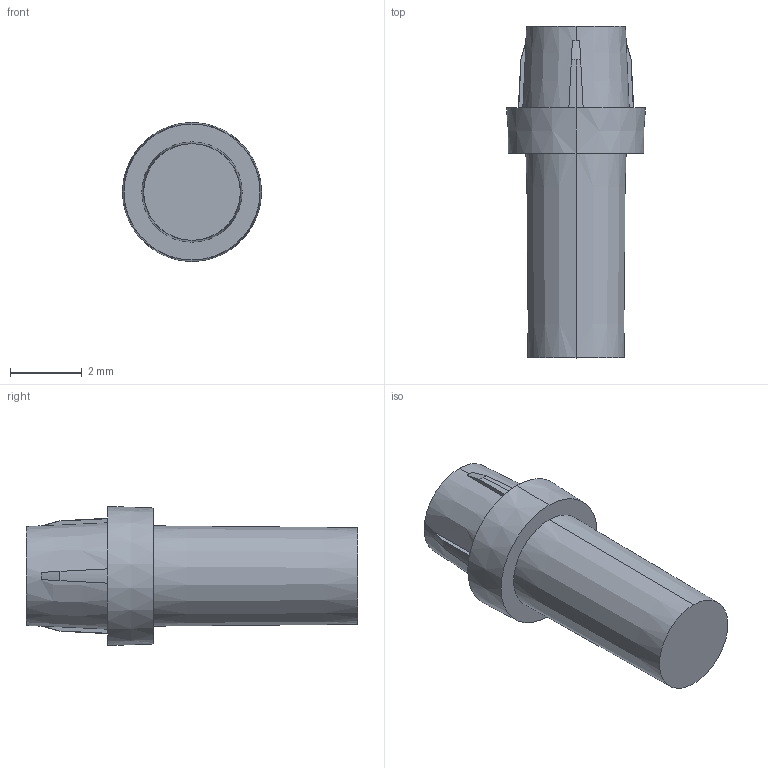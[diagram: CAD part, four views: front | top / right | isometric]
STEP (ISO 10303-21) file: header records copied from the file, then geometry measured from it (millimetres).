
FILE_DESCRIPTION (( 'STEP AP203' ), '1' );
FILE_NAME ('LFBR3F0275C.STEP', '2024-03-11T16:01:10', ( '' ), ( '' ), 'SwSTEP 2.0', 'SolidWorks 2021', '' );
FILE_SCHEMA (( 'CONFIG_CONTROL_DESIGN' ));
Length unit declared in the file: inch
Products named in the file (1): LFBR3F0275C
Bounding box: 3.89 x 9.27 x 3.89 mm (x, y, z)
Volume: 63.8 mm3; surface area: 108.4 mm2
Topology: 1 solids, 1 shells, 28 faces, 71 edges, 47 vertices
Faces by surface type: cone 16, plane 12
Entity records: 961 total; most frequent: CARTESIAN_POINT 219, ORIENTED_EDGE 142, DIRECTION 136, EDGE_CURVE 71, AXIS2_PLACEMENT_3D 60, VERTEX_POINT 47, CIRCLE 31, EDGE_LOOP 30
